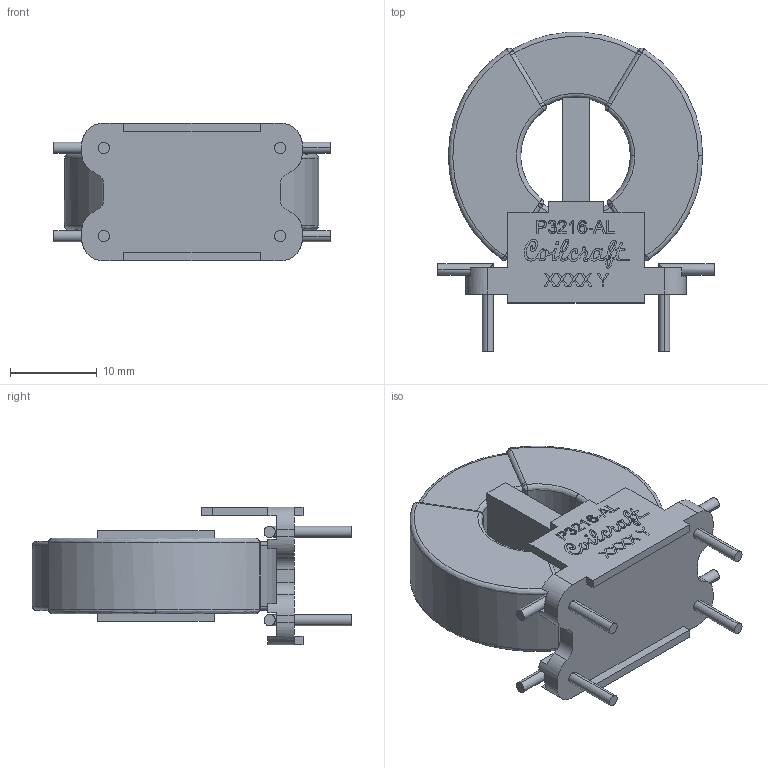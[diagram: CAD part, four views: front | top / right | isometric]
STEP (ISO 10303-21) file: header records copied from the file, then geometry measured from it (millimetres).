
FILE_DESCRIPTION (( 'STEP AP214' ), '1' );
FILE_NAME ('Coilcraft-P3216-AL-DEFAULT.STEP', '2011-12-08T02:17:22', ( 'SysAdmin' ), ( 'SolidWorks' ), 'SwSTEP 2.0', 'SolidWorks 2012', '' );
FILE_SCHEMA (( 'AUTOMOTIVE_DESIGN' ));
Length unit declared in the file: millimetre
Products named in the file (1): Coilcraft-P3216-AL-DEFAULT
Bounding box: 31.8 x 36.74 x 15.88 mm (x, y, z)
Surface area: 3925.8 mm2 (no closed solid volume)
Topology: 0 solids, 2 shells, 625 faces, 1542 edges, 933 vertices
Faces by surface type: bspline 311, plane 211, cylinder 103
Entity records: 30501 total; most frequent: CARTESIAN_POINT 11172, ORIENTED_EDGE 3056, DIRECTION 1713, EDGE_CURVE 1530, VERTEX_POINT 933, VECTOR 691, LINE 691, EDGE_LOOP 657
